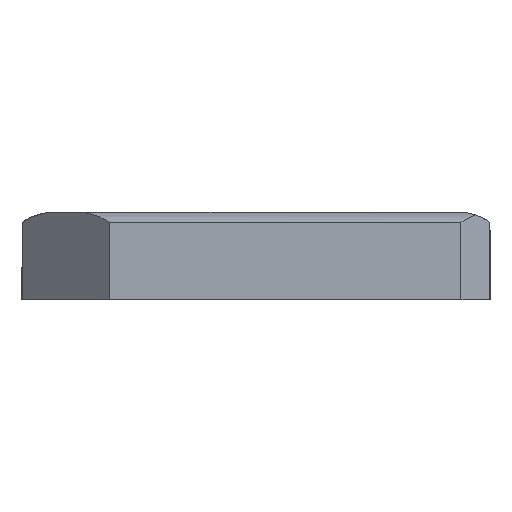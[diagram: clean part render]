
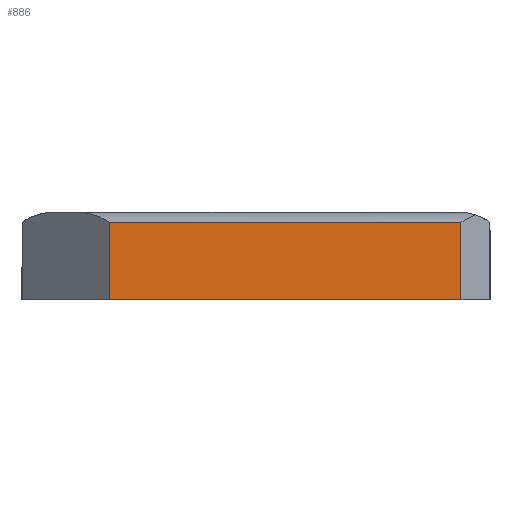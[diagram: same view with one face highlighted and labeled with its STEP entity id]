
A CAD part, left-side view. The second image highlights one B-rep face of the part: STEP entity #886.
In plain terms, the highlighted planar face has unit normal (-1, 0, 0).
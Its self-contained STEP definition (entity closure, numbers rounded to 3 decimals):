
#49=LINE('',#1130,#116);
#73=LINE('',#1223,#140);
#76=LINE('',#1248,#143);
#100=LINE('',#1317,#167);
#116=VECTOR('',#959,1000.);
#140=VECTOR('',#1007,1000.);
#143=VECTOR('',#1014,1000.);
#167=VECTOR('',#1074,1000.);
#291=ORIENTED_EDGE('',*,*,#403,.T.);
#292=ORIENTED_EDGE('',*,*,#368,.T.);
#293=ORIENTED_EDGE('',*,*,#441,.T.);
#294=ORIENTED_EDGE('',*,*,#409,.T.);
#368=EDGE_CURVE('',#461,#460,#49,.T.);
#403=EDGE_CURVE('',#489,#461,#73,.T.);
#409=EDGE_CURVE('',#492,#489,#76,.T.);
#441=EDGE_CURVE('',#460,#492,#100,.T.);
#460=VERTEX_POINT('',#1129);
#461=VERTEX_POINT('',#1131);
#489=VERTEX_POINT('',#1224);
#492=VERTEX_POINT('',#1249);
#548=EDGE_LOOP('',(#291,#292,#293,#294));
#586=FACE_BOUND('',#548,.T.);
#615=PLANE('',#937);
#886=ADVANCED_FACE('',(#586),#615,.F.);
#937=AXIS2_PLACEMENT_3D('',#1316,#1072,#1073);
#959=DIRECTION('',(0.,0.,-1.));
#1007=DIRECTION('',(0.,1.,0.));
#1014=DIRECTION('',(0.,0.,1.));
#1072=DIRECTION('',(1.,0.,0.));
#1073=DIRECTION('',(0.,1.,0.));
#1074=DIRECTION('',(0.,-1.,0.));
#1129=CARTESIAN_POINT('',(0.,-3.,0.));
#1130=CARTESIAN_POINT('',(0.,-3.,2.997));
#1131=CARTESIAN_POINT('',(0.,-3.,2.647));
#1223=CARTESIAN_POINT('',(0.,-16.005,2.647));
#1224=CARTESIAN_POINT('',(0.,-15.011,2.647));
#1248=CARTESIAN_POINT('',(0.,-15.011,2.997));
#1249=CARTESIAN_POINT('',(0.,-15.011,0.));
#1316=CARTESIAN_POINT('',(0.,0.,2.997));
#1317=CARTESIAN_POINT('',(0.,0.,0.));
